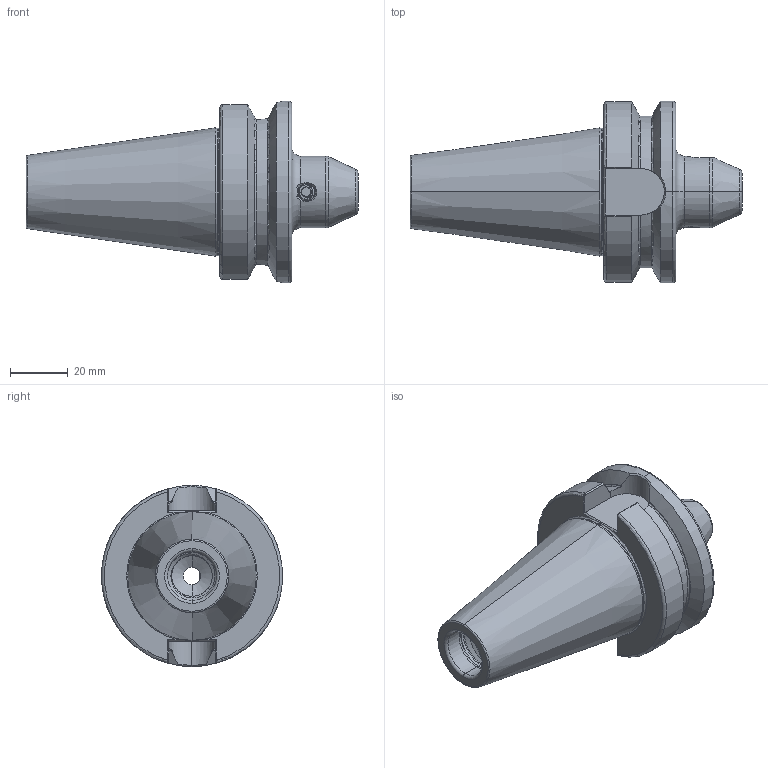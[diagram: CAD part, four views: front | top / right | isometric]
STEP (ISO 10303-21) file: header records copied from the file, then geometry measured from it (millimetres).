
FILE_DESCRIPTION (( 'STEP AP203' ), '1' );
FILE_NAME ('405.04.06.STEP', '2016-08-01T08:18:17', ( '' ), ( '' ), 'SwSTEP 2.0', 'SolidWorks 2012', '' );
FILE_SCHEMA (( 'CONFIG_CONTROL_DESIGN' ));
Length unit declared in the file: millimetre
Products named in the file (3): 405.04.06; 側固6_M6x1_10L
Assembly tree (2 placements, depth 2):
  405.04.06
    405.04.06
    側固6_M6x1_10L
Bounding box: 115.4 x 63 x 63 mm (x, y, z)
Volume: 128463.8 mm3; surface area: 25568.1 mm2
Topology: 3 solids, 3 shells, 208 faces, 547 edges, 347 vertices
Faces by surface type: cylinder 80, plane 39, cone 31, torus 28, bspline 28, sphere 2
Entity records: 19158 total; most frequent: CARTESIAN_POINT 14409, ORIENTED_EDGE 1090, DIRECTION 763, EDGE_CURVE 545, VERTEX_POINT 347, AXIS2_PLACEMENT_3D 301, EDGE_LOOP 216, FACE_OUTER_BOUND 208
